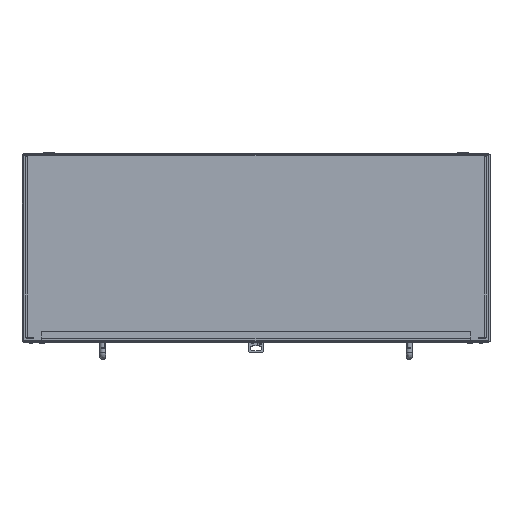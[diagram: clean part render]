
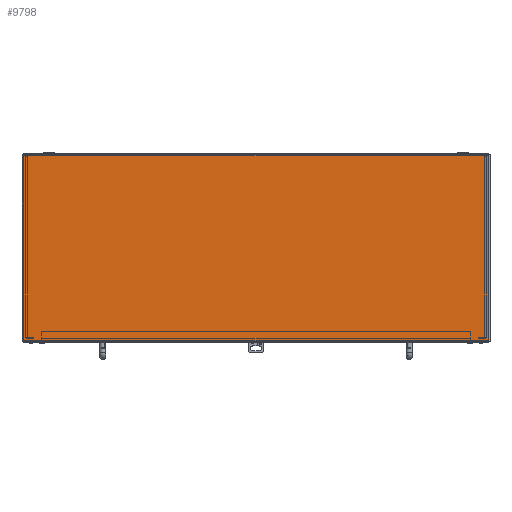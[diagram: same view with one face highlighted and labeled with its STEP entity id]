
A CAD part, top view. The second image highlights one B-rep face of the part: STEP entity #9798.
In plain terms, the highlighted planar face has unit normal (0, 0, 1).
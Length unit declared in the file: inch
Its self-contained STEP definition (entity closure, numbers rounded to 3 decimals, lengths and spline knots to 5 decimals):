
#737 = VERTEX_POINT ( 'NONE', #8957 ) ;
#1266 = VERTEX_POINT ( 'NONE', #6624 ) ;
#1292 = DIRECTION ( 'NONE',  ( 0., 0., 1. ) ) ;
#1325 = LINE ( 'NONE', #7761, #10039 ) ;
#1426 = VECTOR ( 'NONE', #4093, 39.37008 ) ;
#1485 = FACE_OUTER_BOUND ( 'NONE', #15098, .T. ) ;
#1968 = CARTESIAN_POINT ( 'NONE',  ( 15.1515, -0.036, 15.036 ) ) ;
#2271 = EDGE_CURVE ( 'NONE', #737, #1266, #5487, .T. ) ;
#2632 = LINE ( 'NONE', #14926, #3630 ) ;
#3630 = VECTOR ( 'NONE', #10192, 39.37008 ) ;
#4031 = EDGE_CURVE ( 'NONE', #13321, #737, #9615, .T. ) ;
#4093 = DIRECTION ( 'NONE',  ( -1., 0., 0. ) ) ;
#5487 = LINE ( 'NONE', #17882, #1426 ) ;
#5665 = ORIENTED_EDGE ( 'NONE', *, *, #9526, .F. ) ;
#6017 = DIRECTION ( 'NONE',  ( -1., 0., 0. ) ) ;
#6260 = CARTESIAN_POINT ( 'NONE',  ( 15.1515, -0.036, 15.036 ) ) ;
#6624 = CARTESIAN_POINT ( 'NONE',  ( -15.1515, -12.142, 15.036 ) ) ;
#7373 = CARTESIAN_POINT ( 'NONE',  ( -15.1515, -0.036, 15.036 ) ) ;
#7718 = AXIS2_PLACEMENT_3D ( 'NONE', #13690, #1292, #6017 ) ;
#7761 = CARTESIAN_POINT ( 'NONE',  ( -15.1515, -0.036, 15.036 ) ) ;
#8101 = VERTEX_POINT ( 'NONE', #7373 ) ;
#8103 = DIRECTION ( 'NONE',  ( 0., -1., 0. ) ) ;
#8957 = CARTESIAN_POINT ( 'NONE',  ( 15.1515, -12.142, 15.036 ) ) ;
#9346 = EDGE_CURVE ( 'NONE', #1266, #8101, #2632, .T. ) ;
#9526 = EDGE_CURVE ( 'NONE', #8101, #13321, #1325, .T. ) ;
#9615 = LINE ( 'NONE', #1968, #18847 ) ;
#9798 = ADVANCED_FACE ( 'NONE', ( #1485 ), #19413, .T. ) ;
#10039 = VECTOR ( 'NONE', #13915, 39.37008 ) ;
#10192 = DIRECTION ( 'NONE',  ( 0., 1., 0. ) ) ;
#11087 = ORIENTED_EDGE ( 'NONE', *, *, #9346, .F. ) ;
#13321 = VERTEX_POINT ( 'NONE', #6260 ) ;
#13690 = CARTESIAN_POINT ( 'NONE',  ( 15.1515, -0.036, 15.036 ) ) ;
#13915 = DIRECTION ( 'NONE',  ( 1., 0., 0. ) ) ;
#14926 = CARTESIAN_POINT ( 'NONE',  ( -15.1515, -12.142, 15.036 ) ) ;
#15098 = EDGE_LOOP ( 'NONE', ( #11087, #19761, #16918, #5665 ) ) ;
#16918 = ORIENTED_EDGE ( 'NONE', *, *, #4031, .F. ) ;
#17882 = CARTESIAN_POINT ( 'NONE',  ( 15.1515, -12.142, 15.036 ) ) ;
#18847 = VECTOR ( 'NONE', #8103, 39.37008 ) ;
#19413 = PLANE ( 'NONE',  #7718 ) ;
#19761 = ORIENTED_EDGE ( 'NONE', *, *, #2271, .F. ) ;
